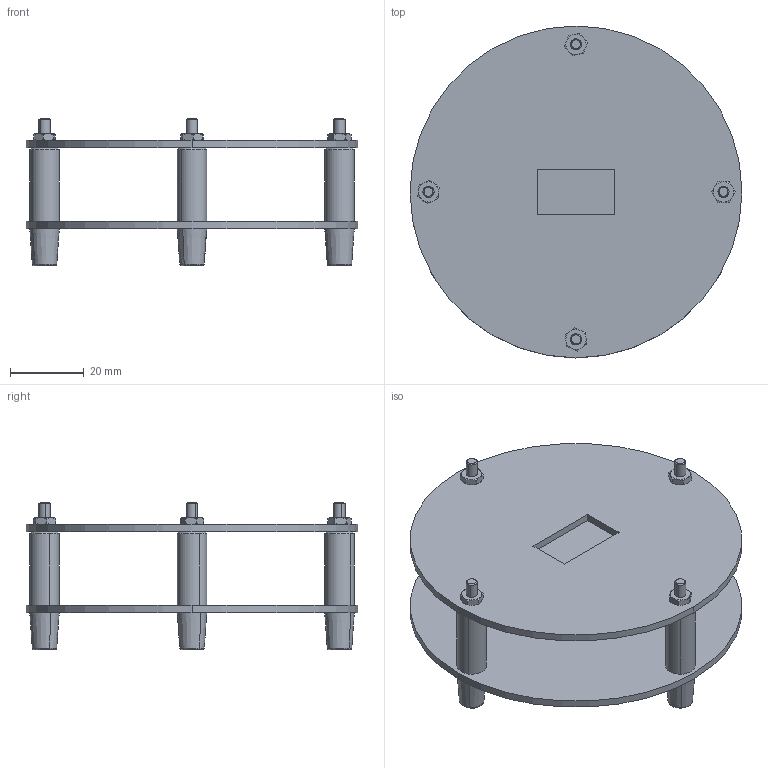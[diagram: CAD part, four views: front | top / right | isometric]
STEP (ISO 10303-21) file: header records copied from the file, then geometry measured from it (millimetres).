
FILE_DESCRIPTION (( 'STEP AP214' ), '1' );
FILE_NAME ('BASE.STEP', '2025-01-02T11:29:21', ( '' ), ( '' ), 'SwSTEP 2.0', 'SolidWorks 2025', '' );
FILE_SCHEMA (( 'AUTOMOTIVE_DESIGN' ));
Length unit declared in the file: millimetre
Products named in the file (7): socket head cap screw_iso_ISO 4762 M3 x 30 - 18N; BASE; hex thin nut chamfered gradeab_iso_ISO - 4035 - M3 - N; Holder1; TopBase; BottomBase; Leg
Assembly tree (18 placements, depth 2):
  BASE
    BottomBase
    socket head cap screw_iso_ISO 4762 M3 x 30 - 18N  x4
    Holder1  x4
    Leg  x4
    TopBase
    hex thin nut chamfered gradeab_iso_ISO - 4035 - M3 - N  x4
Bounding box: 90 x 90 x 40 mm (x, y, z)
Volume: 30430.9 mm3; surface area: 32876.3 mm2
Topology: 18 solids, 18 shells, 316 faces, 672 edges, 396 vertices
Faces by surface type: plane 120, cone 96, cylinder 76, torus 24
Entity records: 3168 total; most frequent: CARTESIAN_POINT 580, DIRECTION 546, ORIENTED_EDGE 440, AXIS2_PLACEMENT_3D 229, EDGE_CURVE 220, VERTEX_POINT 135, EDGE_LOOP 125, CIRCLE 108
